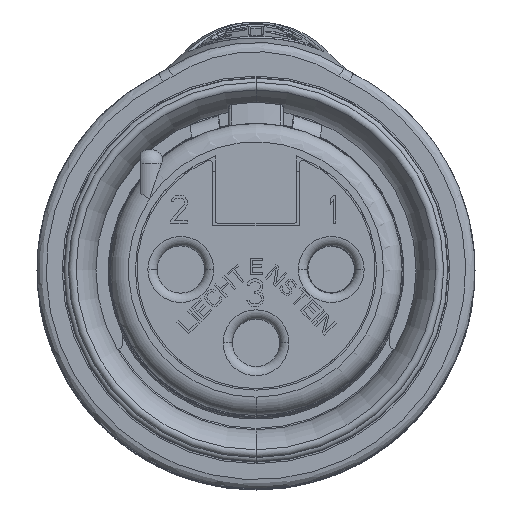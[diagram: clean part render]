
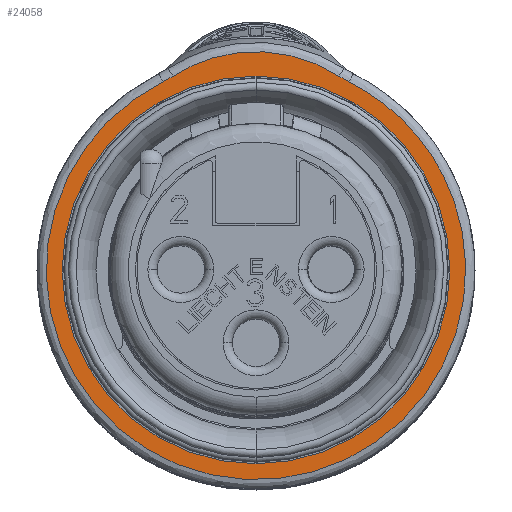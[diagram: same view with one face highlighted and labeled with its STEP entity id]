
A CAD part, top view. The second image highlights one B-rep face of the part: STEP entity #24058.
In plain terms, the highlighted planar face has unit normal (0, 0, 1).
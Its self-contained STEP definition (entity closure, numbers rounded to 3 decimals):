
#5455=CARTESIAN_POINT('',(0.,0.,1.7));
#5456=DIRECTION('',(0.,0.,1.));
#5457=DIRECTION('',(0.,-1.,0.));
#5458=AXIS2_PLACEMENT_3D('',#5455,#5456,#5457);
#5460=CARTESIAN_POINT('',(0.,0.,1.7));
#5461=DIRECTION('',(0.,0.,1.));
#5462=DIRECTION('',(0.,1.,0.));
#5463=AXIS2_PLACEMENT_3D('',#5460,#5461,#5462);
#5465=CARTESIAN_POINT('',(-4.467,10.439,1.7));
#5466=CARTESIAN_POINT('',(-4.556,10.381,1.7));
#5467=CARTESIAN_POINT('',(-4.739,10.27,1.7));
#5468=CARTESIAN_POINT('',(-4.928,10.169,1.7));
#5469=CARTESIAN_POINT('',(-5.025,10.121,1.7));
#5471=CARTESIAN_POINT('',(4.467,10.439,1.7));
#5472=CARTESIAN_POINT('',(4.092,10.684,1.7));
#5473=CARTESIAN_POINT('',(3.311,11.106,1.7));
#5474=CARTESIAN_POINT('',(2.027,11.547,1.7));
#5475=CARTESIAN_POINT('',(0.683,11.772,1.7));
#5476=CARTESIAN_POINT('',(-0.683,11.772,
1.7));
#5477=CARTESIAN_POINT('',(-2.027,11.547,1.7));
#5478=CARTESIAN_POINT('',(-3.311,11.106,1.7));
#5479=CARTESIAN_POINT('',(-4.092,10.684,1.7));
#5480=CARTESIAN_POINT('',(-4.467,10.439,1.7));
#5482=CARTESIAN_POINT('',(5.025,10.121,1.7));
#5483=CARTESIAN_POINT('',(4.928,10.169,1.7));
#5484=CARTESIAN_POINT('',(4.739,10.27,1.7));
#5485=CARTESIAN_POINT('',(4.556,10.381,1.7));
#5486=CARTESIAN_POINT('',(4.467,10.439,1.7));
#5488=CARTESIAN_POINT('',(-5.025,10.121,1.7));
#5489=CARTESIAN_POINT('',(-5.223,10.023,1.7));
#5490=CARTESIAN_POINT('',(-5.623,9.809,1.7));
#5491=CARTESIAN_POINT('',(-6.229,9.437,1.7));
#5492=CARTESIAN_POINT('',(-6.859,8.992,1.7));
#5493=CARTESIAN_POINT('',(-7.516,8.453,1.7));
#5494=CARTESIAN_POINT('',(-8.201,7.795,1.7));
#5495=CARTESIAN_POINT('',(-8.904,6.988,1.7));
#5496=CARTESIAN_POINT('',(-9.603,6.001,1.7));
#5497=CARTESIAN_POINT('',(-10.265,4.799,1.7));
#5498=CARTESIAN_POINT('',(-10.831,3.356,1.7));
#5499=CARTESIAN_POINT('',(-11.218,1.7,1.7));
#5500=CARTESIAN_POINT('',(-11.351,-0.124,1.7));
#5501=CARTESIAN_POINT('',(-11.173,-2.01,1.7));
#5502=CARTESIAN_POINT('',(-10.687,-3.824,1.7));
#5503=CARTESIAN_POINT('',(-9.923,-5.511,1.7));
#5504=CARTESIAN_POINT('',(-8.892,-7.056,1.7));
#5505=CARTESIAN_POINT('',(-7.617,-8.416,1.7));
#5506=CARTESIAN_POINT('',(-6.137,-9.549,1.7));
#5507=CARTESIAN_POINT('',(-4.494,-10.423,1.7));
#5508=CARTESIAN_POINT('',(-2.73,-11.018,1.7));
#5509=CARTESIAN_POINT('',(-0.892,-11.316,1.7));
#5510=CARTESIAN_POINT('',(0.97,-11.309,1.7));
#5511=CARTESIAN_POINT('',(2.806,-10.999,1.7));
#5512=CARTESIAN_POINT('',(4.566,-10.392,1.7));
#5513=CARTESIAN_POINT('',(6.203,-9.506,1.7));
#5514=CARTESIAN_POINT('',(7.675,-8.363,1.7));
#5515=CARTESIAN_POINT('',(8.94,-6.994,1.7));
#5516=CARTESIAN_POINT('',(9.96,-5.442,1.7));
#5517=CARTESIAN_POINT('',(10.714,-3.75,1.7));
#5518=CARTESIAN_POINT('',(11.187,-1.932,1.7));
#5519=CARTESIAN_POINT('',(11.351,-0.045,1.7));
#5520=CARTESIAN_POINT('',(11.206,1.771,1.7));
#5521=CARTESIAN_POINT('',(10.811,3.416,1.7));
#5522=CARTESIAN_POINT('',(10.242,4.846,1.7));
#5523=CARTESIAN_POINT('',(9.581,6.035,1.7));
#5524=CARTESIAN_POINT('',(8.884,7.012,1.7));
#5525=CARTESIAN_POINT('',(8.185,7.811,1.7));
#5526=CARTESIAN_POINT('',(7.505,8.463,1.7));
#5527=CARTESIAN_POINT('',(6.851,8.997,1.7));
#5528=CARTESIAN_POINT('',(6.225,9.44,1.7));
#5529=CARTESIAN_POINT('',(5.622,9.81,1.7));
#5530=CARTESIAN_POINT('',(5.222,10.023,1.7));
#5531=CARTESIAN_POINT('',(5.025,10.121,1.7));
#14892=CARTESIAN_POINT('',(0.,-10.443,1.7));
#14893=CARTESIAN_POINT('',(0.,10.443,1.7));
#14894=VERTEX_POINT('',#14892);
#14895=VERTEX_POINT('',#14893);
#15523=VERTEX_POINT('',#5465);
#15524=VERTEX_POINT('',#5469);
#15527=VERTEX_POINT('',#5531);
#15529=VERTEX_POINT('',#5486);
#24038=CARTESIAN_POINT('',(0.,0.,1.7));
#24039=DIRECTION('',(0.,0.,-1.));
#24040=DIRECTION('',(-1.,0.,0.));
#24041=AXIS2_PLACEMENT_3D('',#24038,#24039,#24040);
#24042=PLANE('',#24041);
#24044=ORIENTED_EDGE('',*,*,#24043,.F.);
#24046=ORIENTED_EDGE('',*,*,#24045,.F.);
#24048=ORIENTED_EDGE('',*,*,#24047,.F.);
#24050=ORIENTED_EDGE('',*,*,#24049,.F.);
#24051=EDGE_LOOP('',(#24044,#24046,#24048,#24050));
#24052=FACE_OUTER_BOUND('',#24051,.F.);
#24054=ORIENTED_EDGE('',*,*,#24053,.T.);
#24055=ORIENTED_EDGE('',*,*,#24028,.T.);
#24056=EDGE_LOOP('',(#24054,#24055));
#24057=FACE_BOUND('',#24056,.F.);
#24058=ADVANCED_FACE('',(#24052,#24057),#24042,.F.);
#5459=CIRCLE('',#5458,10.443);
#5464=CIRCLE('',#5463,10.443);
#5470=B_SPLINE_CURVE_WITH_KNOTS('',3,(#5465,#5466,#5467,#5468,#5469),
.UNSPECIFIED.,.F.,.F.,(4,1,4),(0.,0.5,1.),.UNSPECIFIED.);
#5481=B_SPLINE_CURVE_WITH_KNOTS('',3,(#5471,#5472,#5473,#5474,#5475,#5476,#5477,
#5478,#5479,#5480),.UNSPECIFIED.,.F.,.F.,(4,1,1,1,1,1,1,4),(0.,
0.143,0.286,0.429,0.571,
0.714,0.857,1.),.UNSPECIFIED.);
#5487=B_SPLINE_CURVE_WITH_KNOTS('',3,(#5482,#5483,#5484,#5485,#5486),
.UNSPECIFIED.,.F.,.F.,(4,1,4),(0.,0.5,1.),.UNSPECIFIED.);
#5532=B_SPLINE_CURVE_WITH_KNOTS('',3,(#5488,#5489,#5490,#5491,#5492,#5493,#5494,
#5495,#5496,#5497,#5498,#5499,#5500,#5501,#5502,#5503,#5504,#5505,#5506,#5507,
#5508,#5509,#5510,#5511,#5512,#5513,#5514,#5515,#5516,#5517,#5518,#5519,#5520,
#5521,#5522,#5523,#5524,#5525,#5526,#5527,#5528,#5529,#5530,#5531),
.UNSPECIFIED.,.F.,.F.,(4,1,1,1,1,1,1,1,1,1,1,1,1,1,1,1,1,1,1,1,1,1,1,1,1,1,1,1,
1,1,1,1,1,1,1,1,1,1,1,1,1,4),(0.,0.024,0.049,
0.073,0.098,0.122,0.146,
0.171,0.195,0.22,0.244,
0.268,0.293,0.317,0.341,
0.366,0.39,0.415,0.439,
0.463,0.488,0.512,0.537,
0.561,0.585,0.61,0.634,
0.659,0.683,0.707,0.732,
0.756,0.78,0.805,0.829,
0.854,0.878,0.902,0.927,
0.951,0.976,1.),.UNSPECIFIED.);
#24028=EDGE_CURVE('',#14895,#14894,#5464,.T.);
#24043=EDGE_CURVE('',#15523,#15524,#5470,.T.);
#24045=EDGE_CURVE('',#15529,#15523,#5481,.T.);
#24047=EDGE_CURVE('',#15527,#15529,#5487,.T.);
#24049=EDGE_CURVE('',#15524,#15527,#5532,.T.);
#24053=EDGE_CURVE('',#14894,#14895,#5459,.T.);
